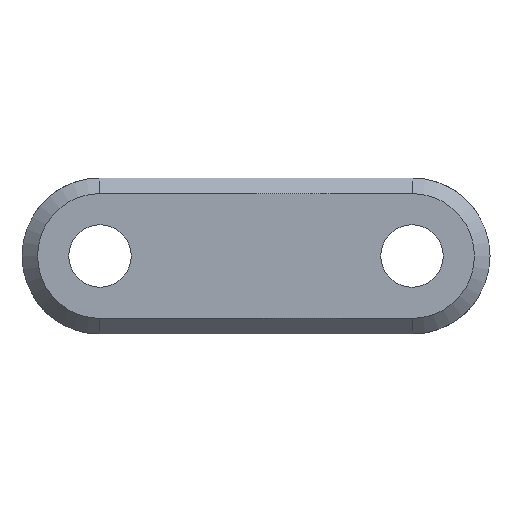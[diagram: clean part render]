
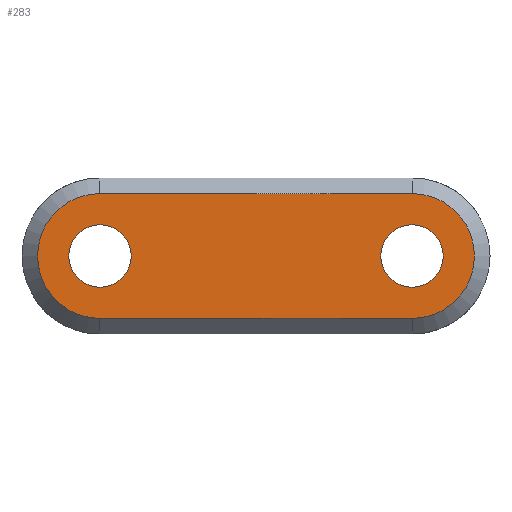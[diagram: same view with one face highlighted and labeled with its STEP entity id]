
A CAD part, left-side view. The second image highlights one B-rep face of the part: STEP entity #283.
In plain terms, the highlighted planar face has unit normal (-1, 0, 0).
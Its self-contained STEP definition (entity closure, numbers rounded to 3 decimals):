
#26 = AXIS2_PLACEMENT_3D ( 'NONE', #282, #574, #643 ) ;
#32 = VECTOR ( 'NONE', #113, 1000. ) ;
#49 = VERTEX_POINT ( 'NONE', #735 ) ;
#54 = CARTESIAN_POINT ( 'NONE',  ( -3., -17.5, 0. ) ) ;
#64 = CIRCLE ( 'NONE', #295, 4. ) ;
#74 = EDGE_CURVE ( 'NONE', #660, #561, #314, .T. ) ;
#79 = AXIS2_PLACEMENT_3D ( 'NONE', #478, #112, #647 ) ;
#82 = EDGE_CURVE ( 'NONE', #49, #493, #286, .T. ) ;
#87 = CIRCLE ( 'NONE', #26, 4. ) ;
#112 = DIRECTION ( 'NONE',  ( 1., 0., 0. ) ) ;
#113 = DIRECTION ( 'NONE',  ( 0., 1., 0. ) ) ;
#124 = CARTESIAN_POINT ( 'NONE',  ( -3., 2.5, 0. ) ) ;
#136 = FACE_BOUND ( 'NONE', #548, .T. ) ;
#146 = AXIS2_PLACEMENT_3D ( 'NONE', #124, #535, #707 ) ;
#164 = DIRECTION ( 'NONE',  ( 0., 0., -1. ) ) ;
#195 = VERTEX_POINT ( 'NONE', #631 ) ;
#196 = VERTEX_POINT ( 'NONE', #372 ) ;
#204 = CARTESIAN_POINT ( 'NONE',  ( -3., 2.5, 4. ) ) ;
#217 = CIRCLE ( 'NONE', #322, 2. ) ;
#232 = DIRECTION ( 'NONE',  ( 0., -1., 0. ) ) ;
#233 = ORIENTED_EDGE ( 'NONE', *, *, #367, .T. ) ;
#275 = DIRECTION ( 'NONE',  ( -1., 0., 0. ) ) ;
#280 = DIRECTION ( 'NONE',  ( 0., 0., -1. ) ) ;
#282 = CARTESIAN_POINT ( 'NONE',  ( -3., 2.5, 0. ) ) ;
#283 = ADVANCED_FACE ( 'NONE', ( #136, #500, #441 ), #636, .F. ) ;
#286 = LINE ( 'NONE', #585, #619 ) ;
#293 = CARTESIAN_POINT ( 'NONE',  ( -3., 2.5, -2. ) ) ;
#295 = AXIS2_PLACEMENT_3D ( 'NONE', #628, #275, #280 ) ;
#305 = CARTESIAN_POINT ( 'NONE',  ( -3., -17.5, -4. ) ) ;
#312 = ORIENTED_EDGE ( 'NONE', *, *, #492, .T. ) ;
#314 = CIRCLE ( 'NONE', #508, 2. ) ;
#322 = AXIS2_PLACEMENT_3D ( 'NONE', #54, #421, #652 ) ;
#347 = DIRECTION ( 'NONE',  ( 1., 0., 0. ) ) ;
#367 = EDGE_CURVE ( 'NONE', #195, #393, #580, .T. ) ;
#372 = CARTESIAN_POINT ( 'NONE',  ( -3., -17.5, 2. ) ) ;
#386 = DIRECTION ( 'NONE',  ( -1., 0., 0. ) ) ;
#393 = VERTEX_POINT ( 'NONE', #204 ) ;
#406 = CARTESIAN_POINT ( 'NONE',  ( -3., 17.5, 0. ) ) ;
#417 = CARTESIAN_POINT ( 'NONE',  ( -3., 17.5, 4. ) ) ;
#418 = EDGE_CURVE ( 'NONE', #393, #49, #87, .T. ) ;
#421 = DIRECTION ( 'NONE',  ( 1., 0., 0. ) ) ;
#427 = CIRCLE ( 'NONE', #146, 2. ) ;
#429 = ORIENTED_EDGE ( 'NONE', *, *, #82, .T. ) ;
#441 = FACE_OUTER_BOUND ( 'NONE', #614, .T. ) ;
#446 = ORIENTED_EDGE ( 'NONE', *, *, #418, .T. ) ;
#456 = EDGE_CURVE ( 'NONE', #561, #660, #427, .T. ) ;
#465 = EDGE_LOOP ( 'NONE', ( #684, #312 ) ) ;
#478 = CARTESIAN_POINT ( 'NONE',  ( -3., -17.5, 0. ) ) ;
#488 = CARTESIAN_POINT ( 'NONE',  ( -3., -17.5, -2. ) ) ;
#492 = EDGE_CURVE ( 'NONE', #196, #632, #217, .T. ) ;
#493 = VERTEX_POINT ( 'NONE', #305 ) ;
#500 = FACE_BOUND ( 'NONE', #465, .T. ) ;
#508 = AXIS2_PLACEMENT_3D ( 'NONE', #645, #386, #573 ) ;
#532 = EDGE_CURVE ( 'NONE', #632, #196, #625, .T. ) ;
#535 = DIRECTION ( 'NONE',  ( -1., 0., 0. ) ) ;
#540 = ORIENTED_EDGE ( 'NONE', *, *, #753, .T. ) ;
#548 = EDGE_LOOP ( 'NONE', ( #701, #680 ) ) ;
#550 = CARTESIAN_POINT ( 'NONE',  ( -3., 2.5, 2. ) ) ;
#561 = VERTEX_POINT ( 'NONE', #293 ) ;
#573 = DIRECTION ( 'NONE',  ( 0., 0., 1. ) ) ;
#574 = DIRECTION ( 'NONE',  ( -1., 0., 0. ) ) ;
#580 = LINE ( 'NONE', #417, #32 ) ;
#585 = CARTESIAN_POINT ( 'NONE',  ( -3., -17.5, -4. ) ) ;
#614 = EDGE_LOOP ( 'NONE', ( #233, #446, #429, #540 ) ) ;
#619 = VECTOR ( 'NONE', #232, 1000. ) ;
#624 = AXIS2_PLACEMENT_3D ( 'NONE', #406, #347, #164 ) ;
#625 = CIRCLE ( 'NONE', #79, 2. ) ;
#628 = CARTESIAN_POINT ( 'NONE',  ( -3., -17.5, 0. ) ) ;
#631 = CARTESIAN_POINT ( 'NONE',  ( -3., -17.5, 4. ) ) ;
#632 = VERTEX_POINT ( 'NONE', #488 ) ;
#636 = PLANE ( 'NONE',  #624 ) ;
#643 = DIRECTION ( 'NONE',  ( 0., 0., -1. ) ) ;
#645 = CARTESIAN_POINT ( 'NONE',  ( -3., 2.5, 0. ) ) ;
#647 = DIRECTION ( 'NONE',  ( 0., 0., -1. ) ) ;
#652 = DIRECTION ( 'NONE',  ( 0., 0., -1. ) ) ;
#660 = VERTEX_POINT ( 'NONE', #550 ) ;
#680 = ORIENTED_EDGE ( 'NONE', *, *, #456, .F. ) ;
#684 = ORIENTED_EDGE ( 'NONE', *, *, #532, .T. ) ;
#701 = ORIENTED_EDGE ( 'NONE', *, *, #74, .F. ) ;
#707 = DIRECTION ( 'NONE',  ( 0., 0., 1. ) ) ;
#735 = CARTESIAN_POINT ( 'NONE',  ( -3., 2.5, -4. ) ) ;
#753 = EDGE_CURVE ( 'NONE', #493, #195, #64, .T. ) ;
